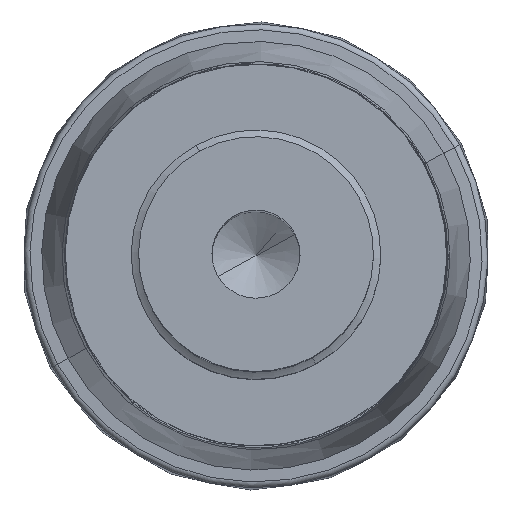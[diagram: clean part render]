
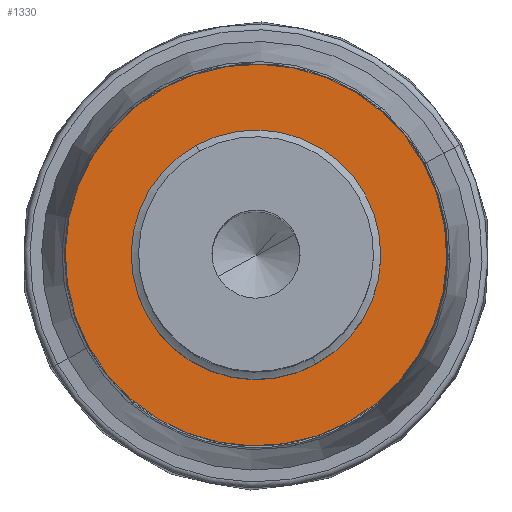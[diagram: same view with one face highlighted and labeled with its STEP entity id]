
A CAD part, top view. The second image highlights one B-rep face of the part: STEP entity #1330.
In plain terms, the highlighted planar face has unit normal (0, 0, 1).
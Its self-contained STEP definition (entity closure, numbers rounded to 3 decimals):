
#1129=AXIS2_PLACEMENT_3D('Circle Axis2P3D',#1127,#1128,$) ;
#1250=AXIS2_PLACEMENT_3D('Circle Axis2P3D',#1248,#1249,$) ;
#1288=AXIS2_PLACEMENT_3D('Circle Axis2P3D',#1286,#1287,$) ;
#1307=AXIS2_PLACEMENT_3D('Circle Axis2P3D',#1305,#1306,$) ;
#1320=AXIS2_PLACEMENT_3D('Plane Axis2P3D',#1317,#1318,#1319) ;
#1124=CARTESIAN_POINT('Vertex',(-5.704,-3.116,22.95)) ;
#1127=CARTESIAN_POINT('Axis2P3D Location',(0.,0.,22.95)) ;
#1131=CARTESIAN_POINT('Vertex',(5.704,3.116,22.95)) ;
#1248=CARTESIAN_POINT('Axis2P3D Location',(0.,0.,22.95)) ;
#1283=CARTESIAN_POINT('Vertex',(2.038,-3.73,22.95)) ;
#1286=CARTESIAN_POINT('Axis2P3D Location',(0.,0.,22.95)) ;
#1290=CARTESIAN_POINT('Vertex',(-2.038,3.73,22.95)) ;
#1305=CARTESIAN_POINT('Axis2P3D Location',(0.,0.,22.95)) ;
#1317=CARTESIAN_POINT('Axis2P3D Location',(0.,5.309,22.95)) ;
#1128=DIRECTION('Axis2P3D Direction',(0.,0.,1.)) ;
#1249=DIRECTION('Axis2P3D Direction',(0.,0.,1.)) ;
#1287=DIRECTION('Axis2P3D Direction',(0.,0.,1.)) ;
#1306=DIRECTION('Axis2P3D Direction',(0.,0.,1.)) ;
#1318=DIRECTION('Axis2P3D Direction',(0.,0.,1.)) ;
#1319=DIRECTION('Axis2P3D XDirection',(1.,0.,0.)) ;
#1323=ORIENTED_EDGE('',*,*,#1252,.F.) ;
#1324=ORIENTED_EDGE('',*,*,#1133,.F.) ;
#1327=ORIENTED_EDGE('',*,*,#1292,.F.) ;
#1328=ORIENTED_EDGE('',*,*,#1309,.F.) ;
#1329=FACE_BOUND('',#1326,.T.) ;
#1330=ADVANCED_FACE('NOCUT',(#1325,#1329),#1321,.T.) ;
#1130=CIRCLE('generated circle',#1129,6.5) ;
#1251=CIRCLE('generated circle',#1250,6.5) ;
#1289=CIRCLE('generated circle',#1288,4.25) ;
#1308=CIRCLE('generated circle',#1307,4.25) ;
#1133=EDGE_CURVE('',#1125,#1132,#1130,.F.) ;
#1252=EDGE_CURVE('',#1132,#1125,#1251,.F.) ;
#1292=EDGE_CURVE('',#1284,#1291,#1289,.T.) ;
#1309=EDGE_CURVE('',#1291,#1284,#1308,.T.) ;
#1322=EDGE_LOOP('',(#1323,#1324)) ;
#1326=EDGE_LOOP('',(#1327,#1328)) ;
#1325=FACE_OUTER_BOUND('',#1322,.T.) ;
#1321=PLANE('',#1320) ;
#1125=VERTEX_POINT('',#1124) ;
#1132=VERTEX_POINT('',#1131) ;
#1284=VERTEX_POINT('',#1283) ;
#1291=VERTEX_POINT('',#1290) ;
